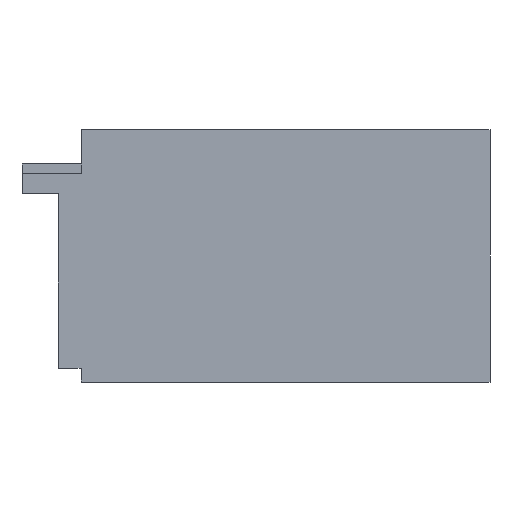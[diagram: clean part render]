
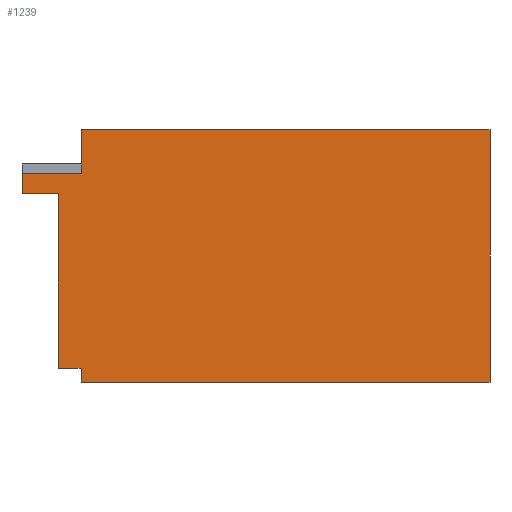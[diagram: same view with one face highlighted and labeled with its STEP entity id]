
A CAD part, left-side view. The second image highlights one B-rep face of the part: STEP entity #1239.
In plain terms, the highlighted planar face has unit normal (-1, 0, 0).
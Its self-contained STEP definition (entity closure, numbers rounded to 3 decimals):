
#1163=AXIS2_PLACEMENT_3D('Plane Axis2P3D',#1160,#1161,#1162) ;
#1103=CARTESIAN_POINT('Vertex',(-18.9,-109.,45.)) ;
#1108=CARTESIAN_POINT('Line Origine',(-18.9,-64.,45.)) ;
#1112=CARTESIAN_POINT('Vertex',(-18.9,-19.,45.)) ;
#1138=CARTESIAN_POINT('Vertex',(-18.9,-109.,100.5)) ;
#1143=CARTESIAN_POINT('Line Origine',(-18.9,-109.,72.75)) ;
#1160=CARTESIAN_POINT('Axis2P3D Location',(-18.9,0.,0.)) ;
#1165=CARTESIAN_POINT('Line Origine',(-18.9,-19.,92.)) ;
#1169=CARTESIAN_POINT('Vertex',(-18.9,-19.,91.)) ;
#1171=CARTESIAN_POINT('Vertex',(-18.9,-19.,93.)) ;
#1174=CARTESIAN_POINT('Line Origine',(-18.9,-12.5,91.)) ;
#1178=CARTESIAN_POINT('Vertex',(-18.9,-6.,91.)) ;
#1181=CARTESIAN_POINT('Line Origine',(-18.9,-6.,88.75)) ;
#1185=CARTESIAN_POINT('Vertex',(-18.9,-6.,86.5)) ;
#1188=CARTESIAN_POINT('Line Origine',(-18.9,-10.,86.5)) ;
#1192=CARTESIAN_POINT('Vertex',(-18.9,-14.,86.5)) ;
#1195=CARTESIAN_POINT('Line Origine',(-18.9,-14.,67.25)) ;
#1199=CARTESIAN_POINT('Vertex',(-18.9,-14.,48.)) ;
#1202=CARTESIAN_POINT('Line Origine',(-18.9,-16.5,48.)) ;
#1206=CARTESIAN_POINT('Vertex',(-18.9,-19.,48.)) ;
#1209=CARTESIAN_POINT('Line Origine',(-18.9,-19.,46.5)) ;
#1214=CARTESIAN_POINT('Line Origine',(-18.9,-64.,100.5)) ;
#1218=CARTESIAN_POINT('Vertex',(-18.9,-19.,100.5)) ;
#1221=CARTESIAN_POINT('Line Origine',(-18.9,-19.,96.75)) ;
#1109=DIRECTION('Vector Direction',(0.,1.,0.)) ;
#1144=DIRECTION('Vector Direction',(0.,0.,-1.)) ;
#1161=DIRECTION('Axis2P3D Direction',(1.,0.,0.)) ;
#1162=DIRECTION('Axis2P3D XDirection',(0.,1.,0.)) ;
#1166=DIRECTION('Vector Direction',(0.,0.,1.)) ;
#1175=DIRECTION('Vector Direction',(0.,-1.,0.)) ;
#1182=DIRECTION('Vector Direction',(0.,0.,1.)) ;
#1189=DIRECTION('Vector Direction',(0.,1.,0.)) ;
#1196=DIRECTION('Vector Direction',(0.,0.,1.)) ;
#1203=DIRECTION('Vector Direction',(0.,1.,0.)) ;
#1210=DIRECTION('Vector Direction',(0.,0.,1.)) ;
#1215=DIRECTION('Vector Direction',(0.,-1.,0.)) ;
#1222=DIRECTION('Vector Direction',(0.,0.,1.)) ;
#1110=VECTOR('Line Direction',#1109,1.) ;
#1145=VECTOR('Line Direction',#1144,1.) ;
#1167=VECTOR('Line Direction',#1166,1.) ;
#1176=VECTOR('Line Direction',#1175,1.) ;
#1183=VECTOR('Line Direction',#1182,1.) ;
#1190=VECTOR('Line Direction',#1189,1.) ;
#1197=VECTOR('Line Direction',#1196,1.) ;
#1204=VECTOR('Line Direction',#1203,1.) ;
#1211=VECTOR('Line Direction',#1210,1.) ;
#1216=VECTOR('Line Direction',#1215,1.) ;
#1223=VECTOR('Line Direction',#1222,1.) ;
#1227=ORIENTED_EDGE('',*,*,#1173,.F.) ;
#1228=ORIENTED_EDGE('',*,*,#1180,.F.) ;
#1229=ORIENTED_EDGE('',*,*,#1187,.F.) ;
#1230=ORIENTED_EDGE('',*,*,#1194,.F.) ;
#1231=ORIENTED_EDGE('',*,*,#1201,.F.) ;
#1232=ORIENTED_EDGE('',*,*,#1208,.F.) ;
#1233=ORIENTED_EDGE('',*,*,#1213,.F.) ;
#1234=ORIENTED_EDGE('',*,*,#1114,.F.) ;
#1235=ORIENTED_EDGE('',*,*,#1147,.F.) ;
#1236=ORIENTED_EDGE('',*,*,#1220,.F.) ;
#1237=ORIENTED_EDGE('',*,*,#1225,.F.) ;
#1239=ADVANCED_FACE('Barriere isolanti PSR 90mm superiori',(#1238),#1164,.F.) ;
#1114=EDGE_CURVE('',#1104,#1113,#1111,.T.) ;
#1147=EDGE_CURVE('',#1139,#1104,#1146,.T.) ;
#1173=EDGE_CURVE('',#1170,#1172,#1168,.T.) ;
#1180=EDGE_CURVE('',#1179,#1170,#1177,.T.) ;
#1187=EDGE_CURVE('',#1186,#1179,#1184,.T.) ;
#1194=EDGE_CURVE('',#1193,#1186,#1191,.T.) ;
#1201=EDGE_CURVE('',#1200,#1193,#1198,.T.) ;
#1208=EDGE_CURVE('',#1207,#1200,#1205,.T.) ;
#1213=EDGE_CURVE('',#1113,#1207,#1212,.T.) ;
#1220=EDGE_CURVE('',#1219,#1139,#1217,.T.) ;
#1225=EDGE_CURVE('',#1172,#1219,#1224,.T.) ;
#1226=EDGE_LOOP('',(#1227,#1228,#1229,#1230,#1231,#1232,#1233,#1234,#1235,#1236,#1237)) ;
#1238=FACE_OUTER_BOUND('',#1226,.T.) ;
#1111=LINE('Line',#1108,#1110) ;
#1146=LINE('Line',#1143,#1145) ;
#1168=LINE('Line',#1165,#1167) ;
#1177=LINE('Line',#1174,#1176) ;
#1184=LINE('Line',#1181,#1183) ;
#1191=LINE('Line',#1188,#1190) ;
#1198=LINE('Line',#1195,#1197) ;
#1205=LINE('Line',#1202,#1204) ;
#1212=LINE('Line',#1209,#1211) ;
#1217=LINE('Line',#1214,#1216) ;
#1224=LINE('Line',#1221,#1223) ;
#1164=PLANE('',#1163) ;
#1104=VERTEX_POINT('',#1103) ;
#1113=VERTEX_POINT('',#1112) ;
#1139=VERTEX_POINT('',#1138) ;
#1170=VERTEX_POINT('',#1169) ;
#1172=VERTEX_POINT('',#1171) ;
#1179=VERTEX_POINT('',#1178) ;
#1186=VERTEX_POINT('',#1185) ;
#1193=VERTEX_POINT('',#1192) ;
#1200=VERTEX_POINT('',#1199) ;
#1207=VERTEX_POINT('',#1206) ;
#1219=VERTEX_POINT('',#1218) ;
